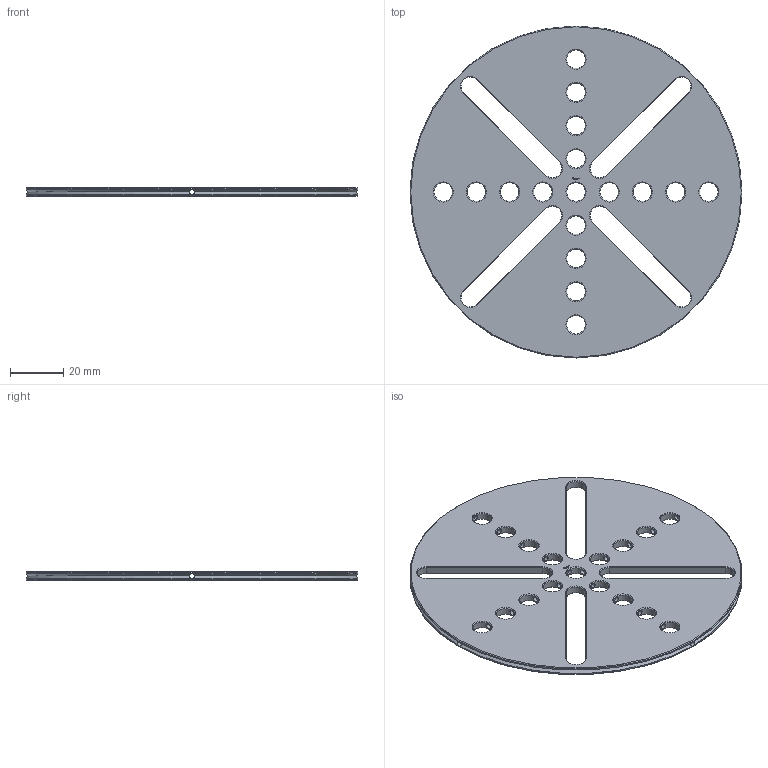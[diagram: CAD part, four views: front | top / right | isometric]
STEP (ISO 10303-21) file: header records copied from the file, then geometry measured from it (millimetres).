
FILE_DESCRIPTION(('FreeCAD Model'),'2;1');
FILE_NAME('Open CASCADE Shape Model','2023-11-14T17:19:18',(''),(''), 'Open CASCADE STEP processor 7.6','FreeCAD','Unknown');
FILE_SCHEMA(('AUTOMOTIVE_DESIGN { 1 0 10303 214 1 1 1 1 }'));
Length unit declared in the file: millimetre
Products named in the file (1): Washer FRE OCT BU10.00x00.25 - SPN-WSR-0074 (stemfie.org)
Bounding box: 125 x 125 x 3.12 mm (x, y, z)
Volume: 31200.7 mm3; surface area: 24859.1 mm2
Topology: 1 solids, 1 shells, 588 faces, 1657 edges, 1082 vertices
Faces by surface type: plane 343, extrusion 138, cone 60, cylinder 47
Full cylindrical faces by diameter (mm): 2 x20, 7 x17, 125 x2
Entity records: 46850 total; most frequent: CARTESIAN_POINT 15003, DIRECTION 5226, VECTOR 4089, LINE 3951, ORIENTED_EDGE 3314, PCURVE 3314, DEFINITIONAL_REPRESENTATION 3314, EDGE_CURVE 1657
